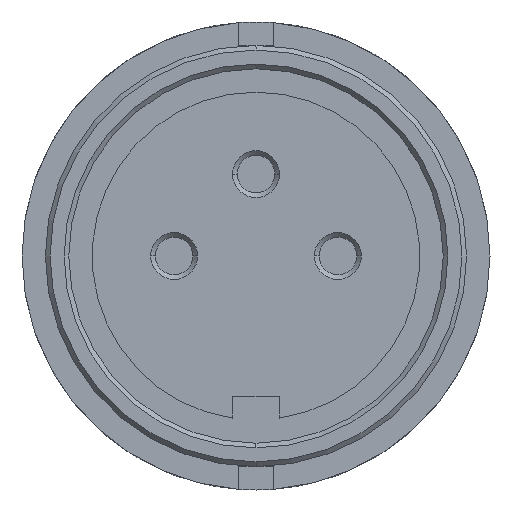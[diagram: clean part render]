
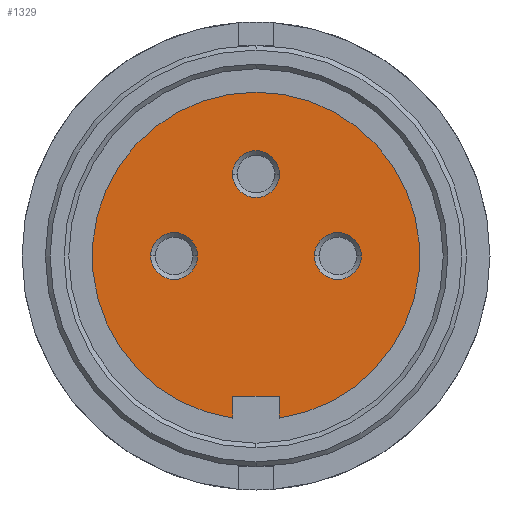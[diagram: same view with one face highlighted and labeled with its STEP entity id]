
A CAD part, front view. The second image highlights one B-rep face of the part: STEP entity #1329.
In plain terms, the highlighted planar face has unit normal (0, -1, 0).
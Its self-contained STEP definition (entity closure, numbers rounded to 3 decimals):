
#515=CARTESIAN_POINT('',(0.,-12.5,7.0));
#516=VERTEX_POINT('',#515);
#525=CARTESIAN_POINT('',(1.,-12.5,-6.928));
#526=VERTEX_POINT('',#525);
#527=CARTESIAN_POINT('',(0.0,-12.5,0.));
#528=DIRECTION('',(0.0,1.0,0.0));
#529=DIRECTION('',(0.0,0.0,1.0));
#530=AXIS2_PLACEMENT_3D('',#527,#528,#529);
#531=CIRCLE('',#530,7.);
#532=EDGE_CURVE('',#516,#526,#531,.T.);
#599=CARTESIAN_POINT('',(-2.5,-12.5,0.));
#600=VERTEX_POINT('',#599);
#608=CARTESIAN_POINT('',(-4.5,-12.5,0.));
#609=VERTEX_POINT('',#608);
#616=CARTESIAN_POINT('',(-3.5,-12.5,0.));
#617=DIRECTION('',(0.0,-1.0,0.0));
#618=DIRECTION('',(1.0,0.0,0.0));
#619=AXIS2_PLACEMENT_3D('',#616,#617,#618);
#620=CIRCLE('',#619,1.);
#621=EDGE_CURVE('',#609,#600,#620,.T.);
#673=CARTESIAN_POINT('',(1.,-12.5,3.5));
#674=VERTEX_POINT('',#673);
#682=CARTESIAN_POINT('',(-1.,-12.5,3.5));
#683=VERTEX_POINT('',#682);
#690=CARTESIAN_POINT('',(0.0,-12.5,3.5));
#691=DIRECTION('',(0.0,-1.0,0.0));
#692=DIRECTION('',(1.0,0.0,0.0));
#693=AXIS2_PLACEMENT_3D('',#690,#691,#692);
#694=CIRCLE('',#693,1.);
#695=EDGE_CURVE('',#683,#674,#694,.T.);
#747=CARTESIAN_POINT('',(4.5,-12.5,0.));
#748=VERTEX_POINT('',#747);
#756=CARTESIAN_POINT('',(2.5,-12.5,0.));
#757=VERTEX_POINT('',#756);
#764=CARTESIAN_POINT('',(3.5,-12.5,0.));
#765=DIRECTION('',(0.0,-1.0,0.0));
#766=DIRECTION('',(1.0,0.0,0.0));
#767=AXIS2_PLACEMENT_3D('',#764,#765,#766);
#768=CIRCLE('',#767,1.);
#769=EDGE_CURVE('',#757,#748,#768,.T.);
#1248=CARTESIAN_POINT('',(3.5,-12.5,0.));
#1249=DIRECTION('',(0.0,-1.0,0.0));
#1250=DIRECTION('',(1.0,0.0,0.0));
#1251=AXIS2_PLACEMENT_3D('',#1248,#1249,#1250);
#1252=CIRCLE('',#1251,1.);
#1253=EDGE_CURVE('',#748,#757,#1252,.T.);
#1266=CARTESIAN_POINT('',(0.0,-12.5,3.5));
#1267=DIRECTION('',(0.0,-1.0,0.0));
#1268=DIRECTION('',(0.0,0.0,-1.0));
#1269=AXIS2_PLACEMENT_3D('',#1266,#1267,#1268);
#1270=PLANE('',#1269);
#1271=CARTESIAN_POINT('',(-1.,-12.5,-6.928));
#1272=VERTEX_POINT('',#1271);
#1273=CARTESIAN_POINT('',(-1.,-12.5,-6.));
#1274=VERTEX_POINT('',#1273);
#1275=CARTESIAN_POINT('',(-1.,-12.5,-6.928));
#1276=DIRECTION('',(0.0,0.0,1.0));
#1277=VECTOR('',#1276,0.928);
#1278=LINE('',#1275,#1277);
#1279=EDGE_CURVE('',#1272,#1274,#1278,.T.);
#1280=ORIENTED_EDGE('',*,*,#1279,.T.);
#1281=CARTESIAN_POINT('',(1.,-12.5,-6.));
#1282=VERTEX_POINT('',#1281);
#1283=CARTESIAN_POINT('',(-1.,-12.5,-6.));
#1284=DIRECTION('',(1.0,0.0,0.0));
#1285=VECTOR('',#1284,2.0);
#1286=LINE('',#1283,#1285);
#1287=EDGE_CURVE('',#1274,#1282,#1286,.T.);
#1288=ORIENTED_EDGE('',*,*,#1287,.T.);
#1289=CARTESIAN_POINT('',(1.,-12.5,-6.));
#1290=DIRECTION('',(0.0,0.0,-1.0));
#1291=VECTOR('',#1290,0.928);
#1292=LINE('',#1289,#1291);
#1293=EDGE_CURVE('',#1282,#526,#1292,.T.);
#1294=ORIENTED_EDGE('',*,*,#1293,.T.);
#1295=ORIENTED_EDGE('',*,*,#532,.F.);
#1296=CARTESIAN_POINT('',(0.0,-12.5,0.));
#1297=DIRECTION('',(0.0,1.0,0.0));
#1298=DIRECTION('',(0.0,0.0,1.0));
#1299=AXIS2_PLACEMENT_3D('',#1296,#1297,#1298);
#1300=CIRCLE('',#1299,7.);
#1301=EDGE_CURVE('',#1272,#516,#1300,.T.);
#1302=ORIENTED_EDGE('',*,*,#1301,.F.);
#1303=EDGE_LOOP('',(#1280,#1288,#1294,#1295,#1302));
#1304=FACE_OUTER_BOUND('',#1303,.T.);
#1305=ORIENTED_EDGE('',*,*,#695,.F.);
#1306=CARTESIAN_POINT('',(0.0,-12.5,3.5));
#1307=DIRECTION('',(0.0,-1.0,0.0));
#1308=DIRECTION('',(1.0,0.0,0.0));
#1309=AXIS2_PLACEMENT_3D('',#1306,#1307,#1308);
#1310=CIRCLE('',#1309,1.);
#1311=EDGE_CURVE('',#674,#683,#1310,.T.);
#1312=ORIENTED_EDGE('',*,*,#1311,.F.);
#1313=EDGE_LOOP('',(#1305,#1312));
#1314=FACE_BOUND('',#1313,.T.);
#1315=ORIENTED_EDGE('',*,*,#621,.F.);
#1316=CARTESIAN_POINT('',(-3.5,-12.5,0.));
#1317=DIRECTION('',(0.0,-1.0,0.0));
#1318=DIRECTION('',(1.0,0.0,0.0));
#1319=AXIS2_PLACEMENT_3D('',#1316,#1317,#1318);
#1320=CIRCLE('',#1319,1.);
#1321=EDGE_CURVE('',#600,#609,#1320,.T.);
#1322=ORIENTED_EDGE('',*,*,#1321,.F.);
#1323=EDGE_LOOP('',(#1315,#1322));
#1324=FACE_BOUND('',#1323,.T.);
#1325=ORIENTED_EDGE('',*,*,#769,.F.);
#1326=ORIENTED_EDGE('',*,*,#1253,.F.);
#1327=EDGE_LOOP('',(#1325,#1326));
#1328=FACE_BOUND('',#1327,.T.);
#1329=ADVANCED_FACE('',(#1304,#1314,#1324,#1328),#1270,.T.);
